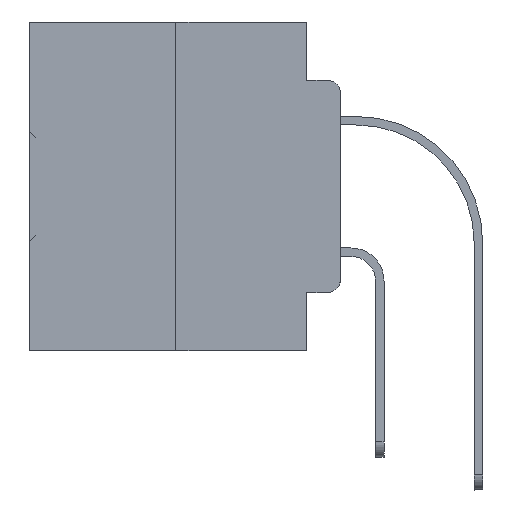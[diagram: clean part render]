
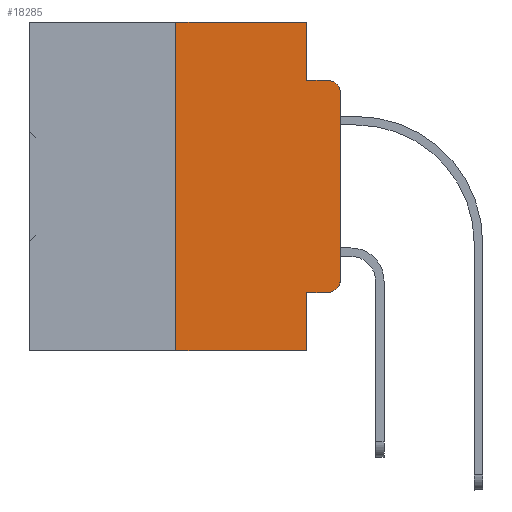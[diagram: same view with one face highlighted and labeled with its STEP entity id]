
A CAD part, left-side view. The second image highlights one B-rep face of the part: STEP entity #18285.
In plain terms, the highlighted planar face has unit normal (-1, 0, 0).
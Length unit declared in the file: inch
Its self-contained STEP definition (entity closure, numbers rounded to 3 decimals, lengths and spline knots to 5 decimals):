
#1339 = CARTESIAN_POINT ( 'NONE',  ( 0., 0.051, -0.0885 ) ) ;
#3867 = CARTESIAN_POINT ( 'NONE',  ( 0., 0.02, -0.3915 ) ) ;
#3960 = CARTESIAN_POINT ( 'NONE',  ( 0., 0.25, 0. ) ) ;
#3968 = DIRECTION ( 'NONE',  ( 0., -1., 0. ) ) ;
#4113 = ORIENTED_EDGE ( 'NONE', *, *, #22753, .F. ) ;
#4419 = DIRECTION ( 'NONE',  ( 0., 0., -1. ) ) ;
#4586 = DIRECTION ( 'NONE',  ( 0., -1., 0. ) ) ;
#5091 = CARTESIAN_POINT ( 'NONE',  ( 0., 0.473, 0. ) ) ;
#5845 = CARTESIAN_POINT ( 'NONE',  ( 0., 0.02, -0.1085 ) ) ;
#6272 = DIRECTION ( 'NONE',  ( 0., -1., 0. ) ) ;
#6356 = VECTOR ( 'NONE', #25635, 39.37008 ) ;
#6498 = DIRECTION ( 'NONE',  ( -1., 0., 0. ) ) ;
#7068 = VERTEX_POINT ( 'NONE', #24721 ) ;
#8233 = CIRCLE ( 'NONE', #23747, 0.02 ) ;
#8386 = EDGE_LOOP ( 'NONE', ( #29052, #10156, #4113, #12688, #18613, #25407, #33409, #12228, #9653, #27647 ) ) ;
#9653 = ORIENTED_EDGE ( 'NONE', *, *, #14345, .T. ) ;
#10156 = ORIENTED_EDGE ( 'NONE', *, *, #35281, .T. ) ;
#10453 = CARTESIAN_POINT ( 'NONE',  ( 0., 0.473, -0.5 ) ) ;
#10467 = VECTOR ( 'NONE', #33425, 39.37008 ) ;
#10473 = AXIS2_PLACEMENT_3D ( 'NONE', #5845, #33603, #36029 ) ;
#12228 = ORIENTED_EDGE ( 'NONE', *, *, #38661, .F. ) ;
#12688 = ORIENTED_EDGE ( 'NONE', *, *, #15952, .F. ) ;
#14187 = CARTESIAN_POINT ( 'NONE',  ( 0., 0.051, -0.4115 ) ) ;
#14345 = EDGE_CURVE ( 'NONE', #37799, #30963, #14952, .T. ) ;
#14581 = DIRECTION ( 'NONE',  ( 0., 0., 1. ) ) ;
#14952 = LINE ( 'NONE', #20623, #10467 ) ;
#15645 = VECTOR ( 'NONE', #6272, 39.37008 ) ;
#15797 = VECTOR ( 'NONE', #17351, 39.37008 ) ;
#15952 = EDGE_CURVE ( 'NONE', #33672, #19971, #35416, .T. ) ;
#16264 = VECTOR ( 'NONE', #14581, 39.37008 ) ;
#16360 = VERTEX_POINT ( 'NONE', #19330 ) ;
#16755 = CARTESIAN_POINT ( 'NONE',  ( 0., 0.051, 0. ) ) ;
#17030 = DIRECTION ( 'NONE',  ( 1., 0., 0. ) ) ;
#17164 = EDGE_CURVE ( 'NONE', #39796, #34166, #17618, .T. ) ;
#17351 = DIRECTION ( 'NONE',  ( 0., 0., -1. ) ) ;
#17427 = DIRECTION ( 'NONE',  ( 0., 0., -1. ) ) ;
#17618 = LINE ( 'NONE', #21459, #16264 ) ;
#18285 = ADVANCED_FACE ( 'NONE', ( #23100 ), #22897, .F. ) ;
#18613 = ORIENTED_EDGE ( 'NONE', *, *, #30701, .F. ) ;
#19078 = EDGE_CURVE ( 'NONE', #25327, #7068, #35393, .T. ) ;
#19330 = CARTESIAN_POINT ( 'NONE',  ( 0., 0.25, 0. ) ) ;
#19971 = VERTEX_POINT ( 'NONE', #25720 ) ;
#20510 = EDGE_CURVE ( 'NONE', #30963, #39796, #8233, .T. ) ;
#20623 = CARTESIAN_POINT ( 'NONE',  ( 0., 0.051, -0.4115 ) ) ;
#21459 = CARTESIAN_POINT ( 'NONE',  ( 0., 0., 0. ) ) ;
#22452 = CARTESIAN_POINT ( 'NONE',  ( 0., 0.02, -0.4115 ) ) ;
#22753 = EDGE_CURVE ( 'NONE', #19971, #33463, #29080, .T. ) ;
#22897 = PLANE ( 'NONE',  #35291 ) ;
#23100 = FACE_OUTER_BOUND ( 'NONE', #8386, .T. ) ;
#23476 = CARTESIAN_POINT ( 'NONE',  ( 0., 0.02, -0.0885 ) ) ;
#23747 = AXIS2_PLACEMENT_3D ( 'NONE', #3867, #6498, #34458 ) ;
#24721 = CARTESIAN_POINT ( 'NONE',  ( 0., 0.051, -0.5 ) ) ;
#25104 = CARTESIAN_POINT ( 'NONE',  ( 0., 0.473, 0. ) ) ;
#25327 = VERTEX_POINT ( 'NONE', #27939 ) ;
#25407 = ORIENTED_EDGE ( 'NONE', *, *, #34703, .F. ) ;
#25421 = LINE ( 'NONE', #3960, #6356 ) ;
#25635 = DIRECTION ( 'NONE',  ( 0., 0., 1. ) ) ;
#25720 = CARTESIAN_POINT ( 'NONE',  ( 0., 0.051, -0.0885 ) ) ;
#27647 = ORIENTED_EDGE ( 'NONE', *, *, #20510, .T. ) ;
#27939 = CARTESIAN_POINT ( 'NONE',  ( 0., 0.25, -0.5 ) ) ;
#29052 = ORIENTED_EDGE ( 'NONE', *, *, #17164, .T. ) ;
#29080 = LINE ( 'NONE', #1339, #36126 ) ;
#29246 = CIRCLE ( 'NONE', #10473, 0.02 ) ;
#30701 = EDGE_CURVE ( 'NONE', #16360, #33672, #30987, .T. ) ;
#30963 = VERTEX_POINT ( 'NONE', #22452 ) ;
#30987 = LINE ( 'NONE', #25104, #15645 ) ;
#32758 = CARTESIAN_POINT ( 'NONE',  ( 0., 0., -0.3915 ) ) ;
#33409 = ORIENTED_EDGE ( 'NONE', *, *, #19078, .T. ) ;
#33425 = DIRECTION ( 'NONE',  ( 0., -1., 0. ) ) ;
#33463 = VERTEX_POINT ( 'NONE', #23476 ) ;
#33603 = DIRECTION ( 'NONE',  ( -1., 0., 0. ) ) ;
#33672 = VERTEX_POINT ( 'NONE', #34235 ) ;
#34166 = VERTEX_POINT ( 'NONE', #34929 ) ;
#34235 = CARTESIAN_POINT ( 'NONE',  ( 0., 0.051, 0. ) ) ;
#34458 = DIRECTION ( 'NONE',  ( 0., 0., -1. ) ) ;
#34696 = VECTOR ( 'NONE', #4586, 39.37008 ) ;
#34703 = EDGE_CURVE ( 'NONE', #25327, #16360, #25421, .T. ) ;
#34929 = CARTESIAN_POINT ( 'NONE',  ( 0., 0., -0.1085 ) ) ;
#35281 = EDGE_CURVE ( 'NONE', #34166, #33463, #29246, .T. ) ;
#35291 = AXIS2_PLACEMENT_3D ( 'NONE', #5091, #17030, #17427 ) ;
#35393 = LINE ( 'NONE', #10453, #34696 ) ;
#35416 = LINE ( 'NONE', #35799, #37094 ) ;
#35799 = CARTESIAN_POINT ( 'NONE',  ( 0., 0.051, 0. ) ) ;
#35992 = LINE ( 'NONE', #16755, #15797 ) ;
#36029 = DIRECTION ( 'NONE',  ( 0., 0., -1. ) ) ;
#36126 = VECTOR ( 'NONE', #3968, 39.37008 ) ;
#37094 = VECTOR ( 'NONE', #4419, 39.37008 ) ;
#37799 = VERTEX_POINT ( 'NONE', #14187 ) ;
#38661 = EDGE_CURVE ( 'NONE', #37799, #7068, #35992, .T. ) ;
#39796 = VERTEX_POINT ( 'NONE', #32758 ) ;
